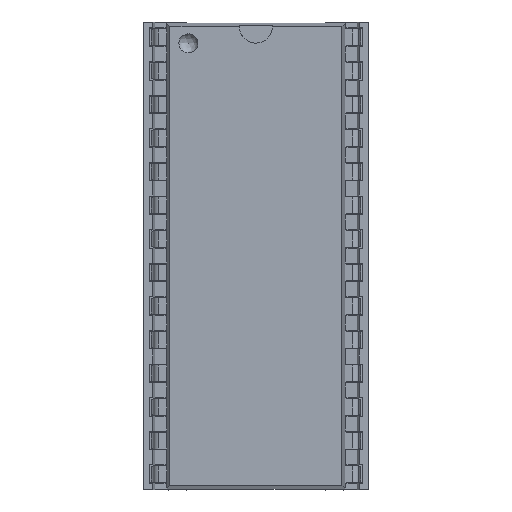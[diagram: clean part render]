
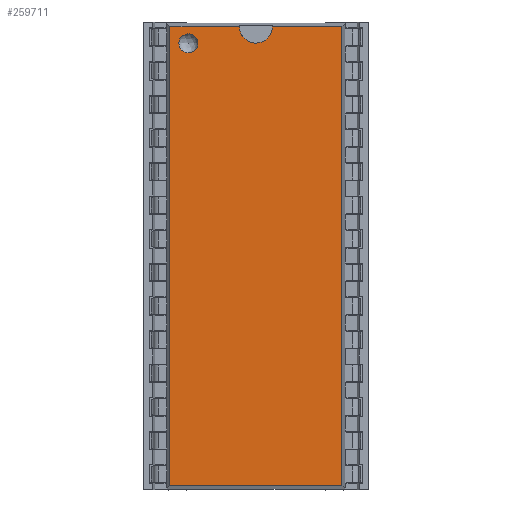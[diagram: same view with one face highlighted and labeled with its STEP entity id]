
A CAD part, top view. The second image highlights one B-rep face of the part: STEP entity #259711.
In plain terms, the highlighted free-form (B-spline) face has degree [1, 1] with [2, 2] control points.
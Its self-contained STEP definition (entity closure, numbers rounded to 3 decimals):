
#257848 = VERTEX_POINT('',#257849);
#257849 = CARTESIAN_POINT('',(1.067,0.768,
    7.102));
#257854 = EDGE_CURVE('',#257855,#257848,#257857,.T.);
#257855 = VERTEX_POINT('',#257856);
#257856 = CARTESIAN_POINT('',(1.067,-32.291,
    7.102));
#257857 = B_SPLINE_CURVE_WITH_KNOTS('',1,(#257858,#257859),
  .UNSPECIFIED.,.F.,.F.,(2,2),(0.,34.7),.PIECEWISE_BEZIER_KNOTS.);
#257858 = CARTESIAN_POINT('',(1.067,-32.291,
    7.102));
#257859 = CARTESIAN_POINT('',(1.067,0.768,
    7.102));
#259695 = EDGE_CURVE('',#259696,#257855,#259698,.T.);
#259696 = VERTEX_POINT('',#259697);
#259697 = CARTESIAN_POINT('',(13.452,-32.291,
    7.102));
#259698 = B_SPLINE_CURVE_WITH_KNOTS('',1,(#259699,#259700),
  .UNSPECIFIED.,.F.,.F.,(2,2),(0.,13.),.PIECEWISE_BEZIER_KNOTS.);
#259699 = CARTESIAN_POINT('',(13.452,-32.291,
    7.102));
#259700 = CARTESIAN_POINT('',(1.067,-32.291,
    7.102));
#259711 = ADVANCED_FACE('',(#259712,#259745),#259759,.T.);
#259712 = FACE_BOUND('',#259713,.T.);
#259713 = EDGE_LOOP('',(#259714,#259715,#259722,#259729,#259739,#259744)
  );
#259714 = ORIENTED_EDGE('',*,*,#259695,.F.);
#259715 = ORIENTED_EDGE('',*,*,#259716,.F.);
#259716 = EDGE_CURVE('',#259717,#259696,#259719,.T.);
#259717 = VERTEX_POINT('',#259718);
#259718 = CARTESIAN_POINT('',(13.452,0.768,
    7.102));
#259719 = B_SPLINE_CURVE_WITH_KNOTS('',1,(#259720,#259721),
  .UNSPECIFIED.,.F.,.F.,(2,2),(0.,34.7),.PIECEWISE_BEZIER_KNOTS.);
#259720 = CARTESIAN_POINT('',(13.452,0.768,
    7.102));
#259721 = CARTESIAN_POINT('',(13.452,-32.291,
    7.102));
#259722 = ORIENTED_EDGE('',*,*,#259723,.F.);
#259723 = EDGE_CURVE('',#259724,#259717,#259726,.T.);
#259724 = VERTEX_POINT('',#259725);
#259725 = CARTESIAN_POINT('',(8.451,0.768,
    7.102));
#259726 = B_SPLINE_CURVE_WITH_KNOTS('',1,(#259727,#259728),
  .UNSPECIFIED.,.F.,.F.,(2,2),(7.75,13.),.PIECEWISE_BEZIER_KNOTS.);
#259727 = CARTESIAN_POINT('',(8.451,0.768,
    7.102));
#259728 = CARTESIAN_POINT('',(13.452,0.768,
    7.102));
#259729 = ORIENTED_EDGE('',*,*,#259730,.F.);
#259730 = EDGE_CURVE('',#259731,#259724,#259733,.T.);
#259731 = VERTEX_POINT('',#259732);
#259732 = CARTESIAN_POINT('',(6.069,0.768,
    7.102));
#259733 = ( BOUNDED_CURVE() B_SPLINE_CURVE(2,(#259734,#259735,#259736,
#259737,#259738),.UNSPECIFIED.,.F.,.F.) B_SPLINE_CURVE_WITH_KNOTS((3,2,3
    ),(1.571,3.142,4.712),
.PIECEWISE_BEZIER_KNOTS.) CURVE() GEOMETRIC_REPRESENTATION_ITEM() 
RATIONAL_B_SPLINE_CURVE((1.,0.707,1.,0.707,1.)) 
REPRESENTATION_ITEM('') );
#259734 = CARTESIAN_POINT('',(6.069,0.768,
    7.102));
#259735 = CARTESIAN_POINT('',(6.069,-0.423,
    7.102));
#259736 = CARTESIAN_POINT('',(7.26,-0.423,
    7.102));
#259737 = CARTESIAN_POINT('',(8.451,-0.423,
    7.102));
#259738 = CARTESIAN_POINT('',(8.451,0.768,
    7.102));
#259739 = ORIENTED_EDGE('',*,*,#259740,.F.);
#259740 = EDGE_CURVE('',#257848,#259731,#259741,.T.);
#259741 = B_SPLINE_CURVE_WITH_KNOTS('',1,(#259742,#259743),
  .UNSPECIFIED.,.F.,.F.,(2,2),(0.,5.25),.PIECEWISE_BEZIER_KNOTS.);
#259742 = CARTESIAN_POINT('',(1.067,0.768,
    7.102));
#259743 = CARTESIAN_POINT('',(6.069,0.768,
    7.102));
#259744 = ORIENTED_EDGE('',*,*,#257854,.F.);
#259745 = FACE_BOUND('',#259746,.T.);
#259746 = EDGE_LOOP('',(#259747));
#259747 = ORIENTED_EDGE('',*,*,#259748,.F.);
#259748 = EDGE_CURVE('',#259749,#259749,#259751,.T.);
#259749 = VERTEX_POINT('',#259750);
#259750 = CARTESIAN_POINT('',(1.715,-0.442,
    7.102));
#259751 = ( BOUNDED_CURVE() B_SPLINE_CURVE(2,(#259752,#259753,#259754,
    #259755,#259756,#259757,#259758),.UNSPECIFIED.,.T.,.F.) 
B_SPLINE_CURVE_WITH_KNOTS((1,2,2,2,2,1),(-2.094,0.,
    2.094,4.189,6.283,8.378),
.UNSPECIFIED.) CURVE() GEOMETRIC_REPRESENTATION_ITEM() 
RATIONAL_B_SPLINE_CURVE((1.,0.5,1.,0.5,1.,0.5,1.)) REPRESENTATION_ITEM(
  '') );
#259752 = CARTESIAN_POINT('',(1.715,-0.442,
    7.102));
#259753 = CARTESIAN_POINT('',(1.715,-1.63,
    7.102));
#259754 = CARTESIAN_POINT('',(2.744,-1.036,
    7.102));
#259755 = CARTESIAN_POINT('',(3.773,-0.442,
    7.102));
#259756 = CARTESIAN_POINT('',(2.744,0.152,
    7.102));
#259757 = CARTESIAN_POINT('',(1.715,0.746,
    7.102));
#259758 = CARTESIAN_POINT('',(1.715,-0.442,
    7.102));
#259759 = B_SPLINE_SURFACE_WITH_KNOTS('',1,1,(
    (#259760,#259761)
    ,(#259762,#259763
    )),.UNSPECIFIED.,.F.,.F.,.F.,(2,2),(2,2),(0.,37.055),(
    -12.174,12.174),.PIECEWISE_BEZIER_KNOTS.);
#259760 = CARTESIAN_POINT('',(24.313,-28.222,
    7.102));
#259761 = CARTESIAN_POINT('',(2.591,-36.36,
    7.102));
#259762 = CARTESIAN_POINT('',(11.928,4.837,
    7.102));
#259763 = CARTESIAN_POINT('',(-9.794,-3.301,
    7.102));
